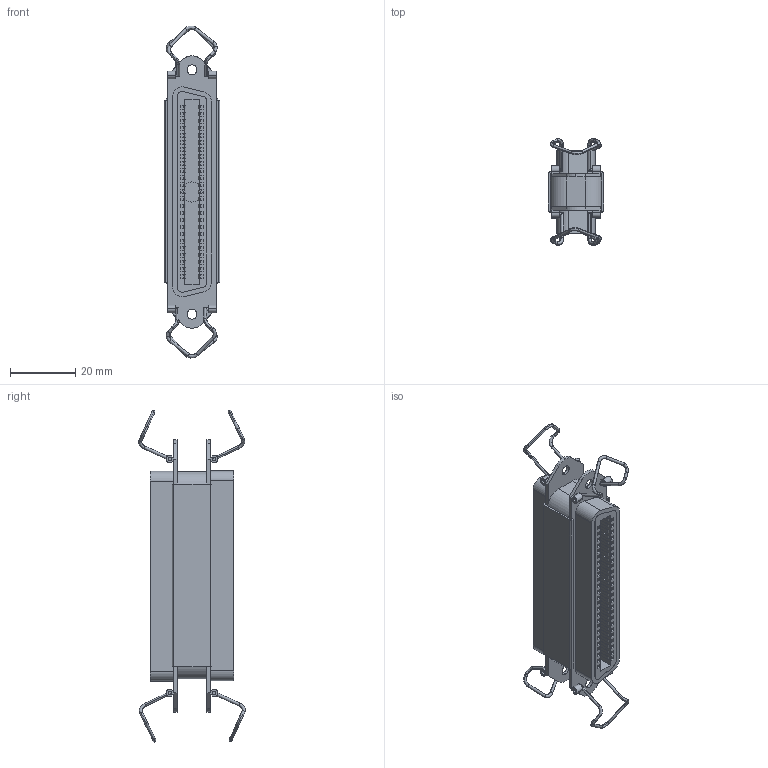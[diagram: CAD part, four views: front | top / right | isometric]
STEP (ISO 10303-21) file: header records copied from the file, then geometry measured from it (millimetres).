
FILE_DESCRIPTION (( 'STEP AP203' ), '1' );
FILE_NAME ('DGC50F.STEP', '2006-06-23T18:39:01', ( 'lcom' ), ( 'lcom' ), 'SwSTEP 2.0', 'SolidWorks 2006004', '' );
FILE_SCHEMA (( 'CONFIG_CONTROL_DESIGN' ));
Length unit declared in the file: inch
Products named in the file (6): 3AB15-005-MA1; 3AB15-005; 3AA08-003; DGC50F; DGC50F-MA2; 3AB15-005-MA2_CE36F
Assembly tree (7 placements, depth 3):
  DGC50F
    3AB15-005  x2
      3AB15-005-MA2_CE36F
      3AB15-005-MA1
      3AA08-003
    DGC50F-MA2
Bounding box: 17.02 x 32.63 x 101.67 mm (x, y, z)
Volume: 10410.1 mm3; surface area: 19328.3 mm2
Topology: 9 solids, 9 shells, 1358 faces, 3298 edges, 2164 vertices
Faces by surface type: plane 1156, cylinder 154, torus 48
Entity records: 20149 total; most frequent: CARTESIAN_POINT 3425, ORIENTED_EDGE 3286, DIRECTION 3149, EDGE_CURVE 1643, VECTOR 1489, LINE 1489, VERTEX_POINT 1082, AXIS2_PLACEMENT_3D 830
